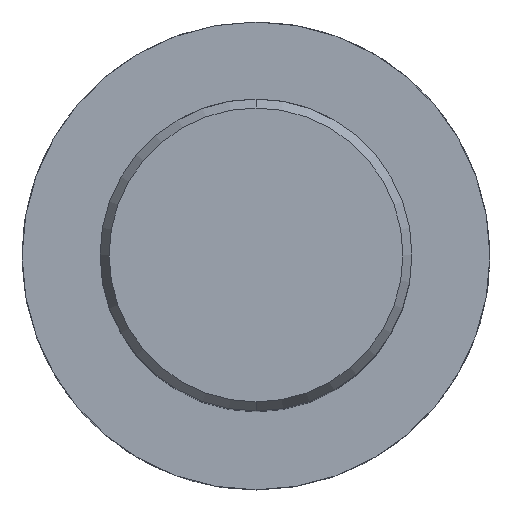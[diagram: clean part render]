
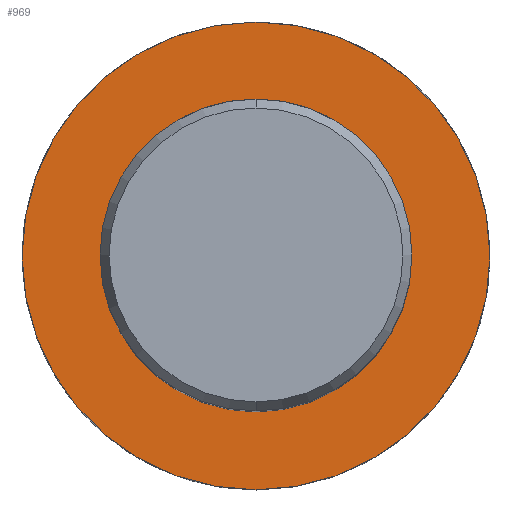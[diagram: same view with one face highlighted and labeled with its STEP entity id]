
A CAD part, top view. The second image highlights one B-rep face of the part: STEP entity #969.
In plain terms, the highlighted planar face has unit normal (0, 0, 1).
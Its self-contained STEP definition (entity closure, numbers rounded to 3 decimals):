
#661=VERTEX_POINT('',#1517);
#677=EDGE_CURVE('',#817,#717,#1533,.T.);
#717=VERTEX_POINT('',#1577);
#817=VERTEX_POINT('',#1690);
#831=VERTEX_POINT('',#1704);
#875=EDGE_CURVE('',#661,#831,#1750,.T.);
#969=ADVANCED_FACE('',(#1852,#1853),#1854,.T.);
#1047=EDGE_CURVE('',#831,#661,#1940,.T.);
#1107=EDGE_CURVE('',#717,#817,#2007,.T.);
#1517=CARTESIAN_POINT('',(0.0,30.0,-70.0));
#1533=CIRCLE('',#2903,20.0);
#1577=CARTESIAN_POINT('',(0.0,20.0,-70.0));
#1690=CARTESIAN_POINT('',(0.,-20.0,-70.0));
#1704=CARTESIAN_POINT('',(0.,-30.0,-70.0));
#1750=CIRCLE('',#3764,30.0);
#1852=FACE_BOUND('',#4198,.T.);
#1853=FACE_OUTER_BOUND('',#4199,.T.);
#1854=PLANE('',#4200);
#1940=CIRCLE('',#4444,30.0);
#2007=CIRCLE('',#4877,20.0);
#2903=AXIS2_PLACEMENT_3D('',#5978,#5979,#5980);
#3764=AXIS2_PLACEMENT_3D('',#6226,#6227,#6228);
#4198=EDGE_LOOP('',(#6353,#6354));
#4199=EDGE_LOOP('',(#6355,#6356));
#4200=AXIS2_PLACEMENT_3D('',#6357,#6358,#6359);
#4444=AXIS2_PLACEMENT_3D('',#6459,#6460,#6461);
#4877=AXIS2_PLACEMENT_3D('',#6551,#6552,#6553);
#5978=CARTESIAN_POINT('',(0.0,0.0,-70.0));
#5979=DIRECTION('',(-0.0,0.0,-1.0));
#5980=DIRECTION('',(0.0,1.0,0.0));
#6226=CARTESIAN_POINT('',(0.0,0.0,-70.0));
#6227=DIRECTION('',(0.0,0.0,-1.0));
#6228=DIRECTION('',(0.0,1.0,0.0));
#6353=ORIENTED_EDGE('',*,*,#1107,.T.);
#6354=ORIENTED_EDGE('',*,*,#677,.T.);
#6355=ORIENTED_EDGE('',*,*,#875,.F.);
#6356=ORIENTED_EDGE('',*,*,#1047,.F.);
#6357=CARTESIAN_POINT('',(0.0,15.0,-70.0));
#6358=DIRECTION('',(-0.0,0.0,1.0));
#6359=DIRECTION('',(0.0,-1.0,0.0));
#6459=CARTESIAN_POINT('',(0.0,0.0,-70.0));
#6460=DIRECTION('',(0.0,0.0,-1.0));
#6461=DIRECTION('',(0.0,1.0,0.0));
#6551=CARTESIAN_POINT('',(0.0,0.0,-70.0));
#6552=DIRECTION('',(-0.0,0.0,-1.0));
#6553=DIRECTION('',(0.0,1.0,0.0));
